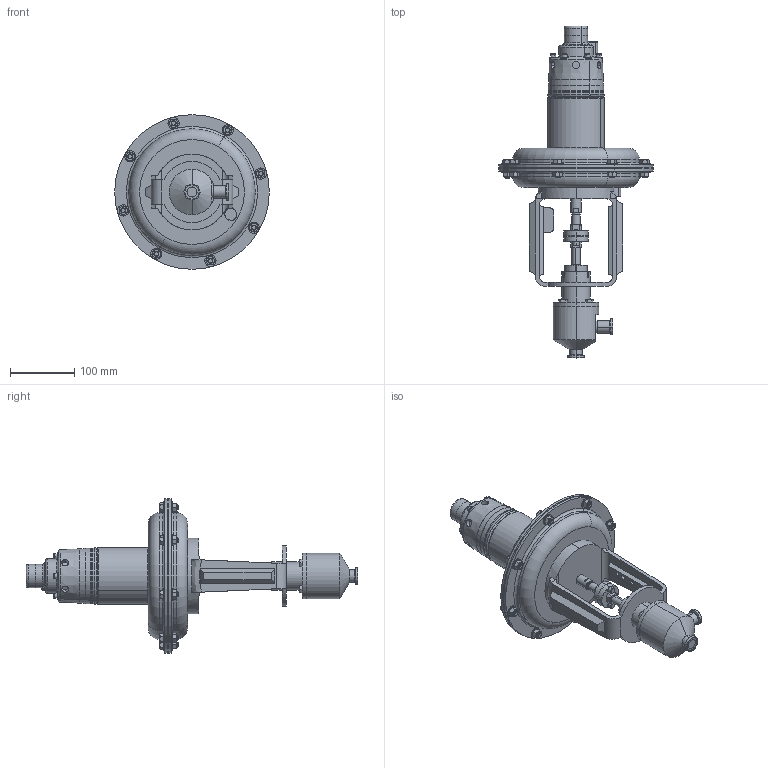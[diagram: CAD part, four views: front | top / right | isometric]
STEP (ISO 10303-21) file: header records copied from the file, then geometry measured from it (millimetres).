
FILE_DESCRIPTION (( 'STEP AP203' ), '1' );
FILE_NAME ('978ETP-075-JD-35M.STEP', '2017-06-12T19:28:21', ( '' ), ( '' ), 'SwSTEP 2.0', 'SolidWorks 2014', '' );
FILE_SCHEMA (( 'CONFIG_CONTROL_DESIGN' ));
Length unit declared in the file: inch
Products named in the file (2): 978ETP-075-JD-35M
Bounding box: 241.3 x 517.76 x 241.3 mm (x, y, z)
Volume: 3657890.9 mm3; surface area: 314742.3 mm2
Topology: 2 solids, 4 shells, 970 faces, 2249 edges, 1365 vertices
Faces by surface type: plane 426, cone 272, cylinder 215, torus 46, bspline 11
Entity records: 29921 total; most frequent: CARTESIAN_POINT 8000, DIRECTION 4623, ORIENTED_EDGE 4474, EDGE_CURVE 2237, AXIS2_PLACEMENT_3D 1870, VERTEX_POINT 1365, EDGE_LOOP 1080, ADVANCED_FACE 970
